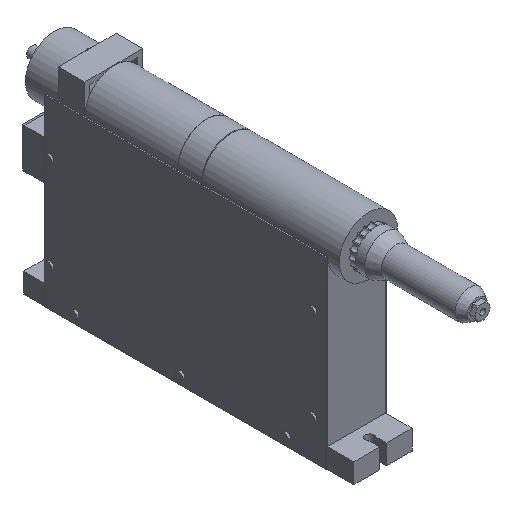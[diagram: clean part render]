
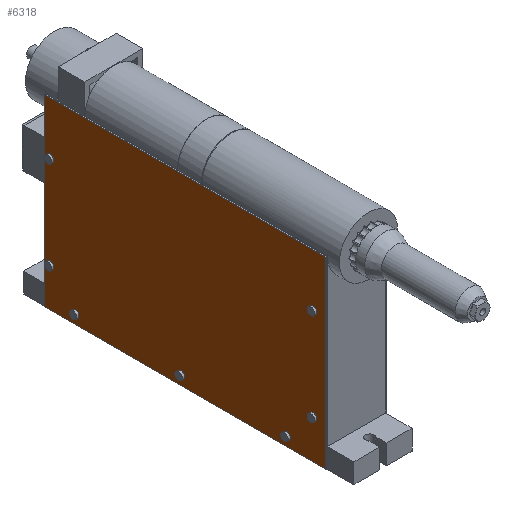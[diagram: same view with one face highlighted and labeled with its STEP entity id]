
A CAD part, isometric view. The second image highlights one B-rep face of the part: STEP entity #6318.
In plain terms, the highlighted planar face has unit normal (-1, 0, 0).
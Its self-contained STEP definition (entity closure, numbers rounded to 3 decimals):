
#197=FACE_BOUND('',#1053,.T.);
#198=FACE_BOUND('',#1054,.T.);
#199=FACE_BOUND('',#1055,.T.);
#200=FACE_BOUND('',#1056,.T.);
#201=FACE_BOUND('',#1057,.T.);
#202=FACE_BOUND('',#1058,.T.);
#203=FACE_BOUND('',#1059,.T.);
#258=CIRCLE('',#6867,2.85);
#259=CIRCLE('',#6868,2.85);
#340=CIRCLE('',#7067,2.85);
#341=CIRCLE('',#7068,2.85);
#342=CIRCLE('',#7069,2.85);
#343=CIRCLE('',#7070,2.85);
#344=CIRCLE('',#7071,2.85);
#345=CIRCLE('',#7072,2.85);
#346=CIRCLE('',#7073,2.85);
#347=CIRCLE('',#7074,2.85);
#348=CIRCLE('',#7075,2.85);
#349=CIRCLE('',#7076,2.85);
#350=CIRCLE('',#7077,2.85);
#351=CIRCLE('',#7078,2.85);
#679=FACE_OUTER_BOUND('',#1052,.T.);
#1052=EDGE_LOOP('',(#4880,#4881,#4882,#4883));
#1053=EDGE_LOOP('',(#4884,#4885));
#1054=EDGE_LOOP('',(#4886,#4887));
#1055=EDGE_LOOP('',(#4888,#4889));
#1056=EDGE_LOOP('',(#4890,#4891));
#1057=EDGE_LOOP('',(#4892,#4893));
#1058=EDGE_LOOP('',(#4894,#4895));
#1059=EDGE_LOOP('',(#4896,#4897));
#1608=LINE('',#10344,#2195);
#1609=LINE('',#10346,#2196);
#1610=LINE('',#10348,#2197);
#1611=LINE('',#10349,#2198);
#2195=VECTOR('',#8432,10.);
#2196=VECTOR('',#8433,10.);
#2197=VECTOR('',#8434,10.);
#2198=VECTOR('',#8435,10.);
#2571=VERTEX_POINT('',#9750);
#2572=VERTEX_POINT('',#9751);
#2763=VERTEX_POINT('',#10342);
#2764=VERTEX_POINT('',#10343);
#2765=VERTEX_POINT('',#10345);
#2766=VERTEX_POINT('',#10347);
#2767=VERTEX_POINT('',#10350);
#2768=VERTEX_POINT('',#10351);
#2769=VERTEX_POINT('',#10354);
#2770=VERTEX_POINT('',#10355);
#2771=VERTEX_POINT('',#10358);
#2772=VERTEX_POINT('',#10359);
#2773=VERTEX_POINT('',#10362);
#2774=VERTEX_POINT('',#10363);
#2775=VERTEX_POINT('',#10366);
#2776=VERTEX_POINT('',#10367);
#2777=VERTEX_POINT('',#10370);
#2778=VERTEX_POINT('',#10371);
#3243=EDGE_CURVE('',#2571,#2572,#258,.T.);
#3244=EDGE_CURVE('',#2572,#2571,#259,.T.);
#3531=EDGE_CURVE('',#2763,#2764,#1608,.T.);
#3532=EDGE_CURVE('',#2765,#2763,#1609,.T.);
#3533=EDGE_CURVE('',#2766,#2765,#1610,.T.);
#3534=EDGE_CURVE('',#2764,#2766,#1611,.T.);
#3535=EDGE_CURVE('',#2767,#2768,#340,.T.);
#3536=EDGE_CURVE('',#2768,#2767,#341,.T.);
#3537=EDGE_CURVE('',#2769,#2770,#342,.T.);
#3538=EDGE_CURVE('',#2770,#2769,#343,.T.);
#3539=EDGE_CURVE('',#2771,#2772,#344,.T.);
#3540=EDGE_CURVE('',#2772,#2771,#345,.T.);
#3541=EDGE_CURVE('',#2773,#2774,#346,.T.);
#3542=EDGE_CURVE('',#2774,#2773,#347,.T.);
#3543=EDGE_CURVE('',#2775,#2776,#348,.T.);
#3544=EDGE_CURVE('',#2776,#2775,#349,.T.);
#3545=EDGE_CURVE('',#2777,#2778,#350,.T.);
#3546=EDGE_CURVE('',#2778,#2777,#351,.T.);
#4880=ORIENTED_EDGE('',*,*,#3531,.F.);
#4881=ORIENTED_EDGE('',*,*,#3532,.F.);
#4882=ORIENTED_EDGE('',*,*,#3533,.F.);
#4883=ORIENTED_EDGE('',*,*,#3534,.F.);
#4884=ORIENTED_EDGE('',*,*,#3243,.T.);
#4885=ORIENTED_EDGE('',*,*,#3244,.T.);
#4886=ORIENTED_EDGE('',*,*,#3535,.T.);
#4887=ORIENTED_EDGE('',*,*,#3536,.T.);
#4888=ORIENTED_EDGE('',*,*,#3537,.T.);
#4889=ORIENTED_EDGE('',*,*,#3538,.T.);
#4890=ORIENTED_EDGE('',*,*,#3539,.T.);
#4891=ORIENTED_EDGE('',*,*,#3540,.T.);
#4892=ORIENTED_EDGE('',*,*,#3541,.T.);
#4893=ORIENTED_EDGE('',*,*,#3542,.T.);
#4894=ORIENTED_EDGE('',*,*,#3543,.T.);
#4895=ORIENTED_EDGE('',*,*,#3544,.T.);
#4896=ORIENTED_EDGE('',*,*,#3545,.T.);
#4897=ORIENTED_EDGE('',*,*,#3546,.T.);
#5801=PLANE('',#7066);
#6318=ADVANCED_FACE('',(#679,#197,#198,#199,#200,#201,#202,#203),#5801,
 .F.);
#6867=AXIS2_PLACEMENT_3D('',#9752,#7832,#7833);
#6868=AXIS2_PLACEMENT_3D('',#9753,#7834,#7835);
#7066=AXIS2_PLACEMENT_3D('',#10341,#8430,#8431);
#7067=AXIS2_PLACEMENT_3D('',#10352,#8436,#8437);
#7068=AXIS2_PLACEMENT_3D('',#10353,#8438,#8439);
#7069=AXIS2_PLACEMENT_3D('',#10356,#8440,#8441);
#7070=AXIS2_PLACEMENT_3D('',#10357,#8442,#8443);
#7071=AXIS2_PLACEMENT_3D('',#10360,#8444,#8445);
#7072=AXIS2_PLACEMENT_3D('',#10361,#8446,#8447);
#7073=AXIS2_PLACEMENT_3D('',#10364,#8448,#8449);
#7074=AXIS2_PLACEMENT_3D('',#10365,#8450,#8451);
#7075=AXIS2_PLACEMENT_3D('',#10368,#8452,#8453);
#7076=AXIS2_PLACEMENT_3D('',#10369,#8454,#8455);
#7077=AXIS2_PLACEMENT_3D('',#10372,#8456,#8457);
#7078=AXIS2_PLACEMENT_3D('',#10373,#8458,#8459);
#7832=DIRECTION('center_axis',(1.,0.,0.));
#7833=DIRECTION('ref_axis',(0.,0.,
-1.));
#7834=DIRECTION('center_axis',(1.,0.,0.));
#7835=DIRECTION('ref_axis',(0.,0.,
-1.));
#8430=DIRECTION('center_axis',(1.,0.,0.));
#8431=DIRECTION('ref_axis',(0.,-1.,0.));
#8432=DIRECTION('',(0.,1.,0.));
#8433=DIRECTION('',(0.,0.,-1.));
#8434=DIRECTION('',(0.,-1.,0.));
#8435=DIRECTION('',(0.,0.,1.));
#8436=DIRECTION('center_axis',(1.,0.,0.));
#8437=DIRECTION('ref_axis',(0.,0.,
-1.));
#8438=DIRECTION('center_axis',(1.,0.,0.));
#8439=DIRECTION('ref_axis',(0.,0.,
-1.));
#8440=DIRECTION('center_axis',(1.,0.,0.));
#8441=DIRECTION('ref_axis',(0.,0.,1.));
#8442=DIRECTION('center_axis',(1.,0.,0.));
#8443=DIRECTION('ref_axis',(0.,0.,1.));
#8444=DIRECTION('center_axis',(1.,0.,0.));
#8445=DIRECTION('ref_axis',(0.,0.,
-1.));
#8446=DIRECTION('center_axis',(1.,0.,0.));
#8447=DIRECTION('ref_axis',(0.,0.,
-1.));
#8448=DIRECTION('center_axis',(1.,0.,0.));
#8449=DIRECTION('ref_axis',(0.,0.,
1.));
#8450=DIRECTION('center_axis',(1.,0.,0.));
#8451=DIRECTION('ref_axis',(0.,0.,
1.));
#8452=DIRECTION('center_axis',(1.,0.,0.));
#8453=DIRECTION('ref_axis',(0.,0.,
-1.));
#8454=DIRECTION('center_axis',(1.,0.,0.));
#8455=DIRECTION('ref_axis',(0.,0.,
-1.));
#8456=DIRECTION('center_axis',(1.,0.,0.));
#8457=DIRECTION('ref_axis',(0.,0.,1.));
#8458=DIRECTION('center_axis',(1.,0.,0.));
#8459=DIRECTION('ref_axis',(0.,0.,1.));
#9750=CARTESIAN_POINT('',(-23.,209.,-112.85));
#9751=CARTESIAN_POINT('',(-23.,209.,-107.15));
#9752=CARTESIAN_POINT('Origin',(-23.,209.,-110.));
#9753=CARTESIAN_POINT('Origin',(-23.,209.,-110.));
#10341=CARTESIAN_POINT('Origin',(-23.,107.,-70.));
#10342=CARTESIAN_POINT('',(-23.,0.5,-139.5));
#10343=CARTESIAN_POINT('',(-23.,213.5,-139.5));
#10344=CARTESIAN_POINT('',(-23.,0.5,-139.5));
#10345=CARTESIAN_POINT('',(-23.,0.5,-0.5));
#10346=CARTESIAN_POINT('',(-23.,0.5,-0.5));
#10347=CARTESIAN_POINT('',(-23.,213.5,-0.5));
#10348=CARTESIAN_POINT('',(-23.,213.5,-0.5));
#10349=CARTESIAN_POINT('',(-23.,213.5,-139.5));
#10350=CARTESIAN_POINT('',(-23.,209.,-42.85));
#10351=CARTESIAN_POINT('',(-23.,209.,-37.15));
#10352=CARTESIAN_POINT('Origin',(-23.,209.,-40.));
#10353=CARTESIAN_POINT('Origin',(-23.,209.,-40.));
#10354=CARTESIAN_POINT('',(-23.,10.,-107.15));
#10355=CARTESIAN_POINT('',(-23.,10.,-112.85));
#10356=CARTESIAN_POINT('Origin',(-23.,10.,-110.));
#10357=CARTESIAN_POINT('Origin',(-23.,10.,-110.));
#10358=CARTESIAN_POINT('',(-23.,110.,-135.35));
#10359=CARTESIAN_POINT('',(-23.,110.,-129.65));
#10360=CARTESIAN_POINT('Origin',(-23.,110.,-132.5));
#10361=CARTESIAN_POINT('Origin',(-23.,110.,-132.5));
#10362=CARTESIAN_POINT('',(-23.,30.,-129.65));
#10363=CARTESIAN_POINT('',(-23.,30.,-135.35));
#10364=CARTESIAN_POINT('Origin',(-23.,30.,-132.5));
#10365=CARTESIAN_POINT('Origin',(-23.,30.,-132.5));
#10366=CARTESIAN_POINT('',(-23.,190.,-135.35));
#10367=CARTESIAN_POINT('',(-23.,190.,-129.65));
#10368=CARTESIAN_POINT('Origin',(-23.,190.,-132.5));
#10369=CARTESIAN_POINT('Origin',(-23.,190.,-132.5));
#10370=CARTESIAN_POINT('',(-23.,10.,-37.15));
#10371=CARTESIAN_POINT('',(-23.,10.,-42.85));
#10372=CARTESIAN_POINT('Origin',(-23.,10.,-40.));
#10373=CARTESIAN_POINT('Origin',(-23.,10.,-40.));
